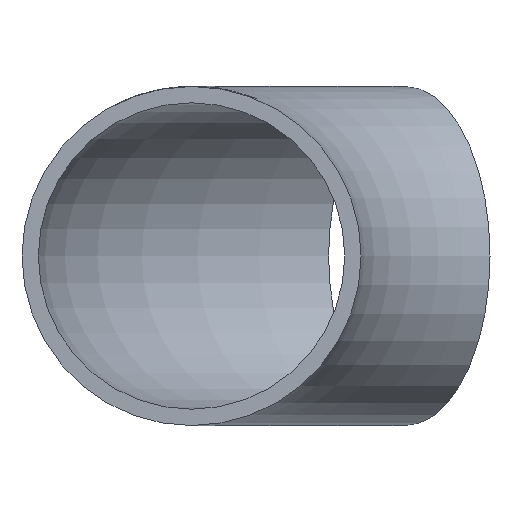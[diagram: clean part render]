
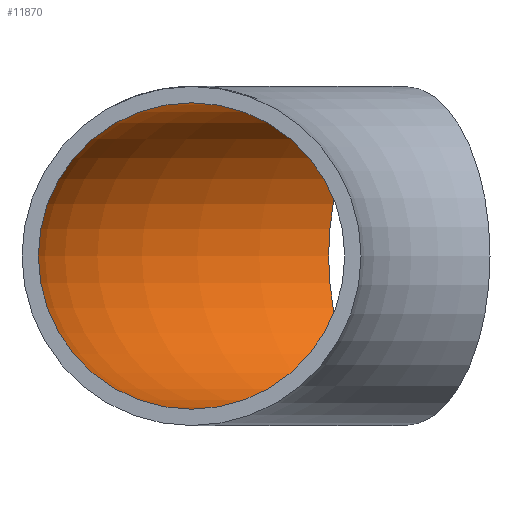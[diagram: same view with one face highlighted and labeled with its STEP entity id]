
A CAD part, front view. The second image highlights one B-rep face of the part: STEP entity #11870.
In plain terms, the highlighted toroidal (fillet/blend) face has major radius 76 mm and minor radius 27.25 mm.
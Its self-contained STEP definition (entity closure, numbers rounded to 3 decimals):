
#1243 = DIRECTION ( 'NONE',  ( 0.866, 0.5, 0. ) ) ;
#1870 = CIRCLE ( 'NONE', #11365, 27.25 ) ;
#2688 = EDGE_CURVE ( 'NONE', #15781, #15781, #21333, .T. ) ;
#3165 = CARTESIAN_POINT ( 'NONE',  ( -76., 0., 27.25 ) ) ;
#3605 = DIRECTION ( 'NONE',  ( 0., 0., -1. ) ) ;
#5289 = VERTEX_POINT ( 'NONE', #3165 ) ;
#6737 = CARTESIAN_POINT ( 'NONE',  ( -51.625, 89.417, 0. ) ) ;
#9285 = EDGE_LOOP ( 'NONE', ( #22152 ) ) ;
#9523 = CARTESIAN_POINT ( 'NONE',  ( -76., 0., 0. ) ) ;
#10848 = DIRECTION ( 'NONE',  ( -1., 0., 0. ) ) ;
#11365 = AXIS2_PLACEMENT_3D ( 'NONE', #9523, #20362, #15990 ) ;
#11711 = CARTESIAN_POINT ( 'NONE',  ( -38., 65.818, 0. ) ) ;
#11870 = ADVANCED_FACE ( 'NONE', ( #18488, #18246 ), #20868, .F. ) ;
#12017 = EDGE_LOOP ( 'NONE', ( #22254 ) ) ;
#12637 = CARTESIAN_POINT ( 'NONE',  ( 0., 0., 0. ) ) ;
#15164 = AXIS2_PLACEMENT_3D ( 'NONE', #12637, #3605, #10848 ) ;
#15781 = VERTEX_POINT ( 'NONE', #6737 ) ;
#15990 = DIRECTION ( 'NONE',  ( 0., 0., 1. ) ) ;
#18246 = FACE_OUTER_BOUND ( 'NONE', #9285, .T. ) ;
#18488 = FACE_OUTER_BOUND ( 'NONE', #12017, .T. ) ;
#19208 = EDGE_CURVE ( 'NONE', #5289, #5289, #1870, .T. ) ;
#20362 = DIRECTION ( 'NONE',  ( 0., 1., 0. ) ) ;
#20660 = DIRECTION ( 'NONE',  ( -0.5, 0.866, 0. ) ) ;
#20868 = TOROIDAL_SURFACE ( 'NONE', #15164, 76., 27.25 ) ;
#21333 = CIRCLE ( 'NONE', #22105, 27.25 ) ;
#22105 = AXIS2_PLACEMENT_3D ( 'NONE', #11711, #1243, #20660 ) ;
#22152 = ORIENTED_EDGE ( 'NONE', *, *, #19208, .F. ) ;
#22254 = ORIENTED_EDGE ( 'NONE', *, *, #2688, .T. ) ;
